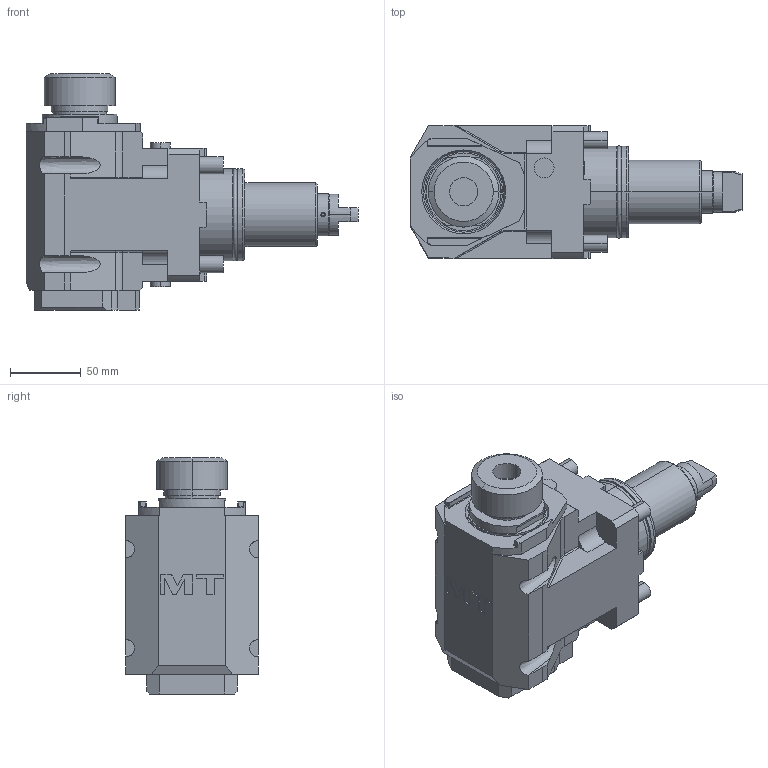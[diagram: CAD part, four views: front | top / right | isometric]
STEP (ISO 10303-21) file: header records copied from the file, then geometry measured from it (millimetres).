
FILE_DESCRIPTION((''),'2;1');
FILE_NAME('DWO2480232_CONF','2023-05-04T10:44:20',('gvalli'),('M.T. srl'),'CREO PARAMETRIC BY PTC INC, 2021072','CREO PARAMETRIC BY PTC INC, 2021072','');
FILE_SCHEMA(('CONFIG_CONTROL_DESIGN'));
Length unit declared in the file: millimetre
Products named in the file (1): DWO2480232_CONF
Bounding box: 235 x 94 x 167.16 mm (x, y, z)
Volume: 1435704.7 mm3; surface area: 107701.2 mm2
Topology: 1 solids, 1 shells, 308 faces, 779 edges, 504 vertices
Faces by surface type: plane 176, cylinder 94, torus 16, cone 16, bspline 4, extrusion 2
Entity records: 10327 total; most frequent: CARTESIAN_POINT 2779, ORIENTED_EDGE 1558, DIRECTION 1551, EDGE_CURVE 779, VECTOR 519, LINE 517, AXIS2_PLACEMENT_3D 516, VERTEX_POINT 504
